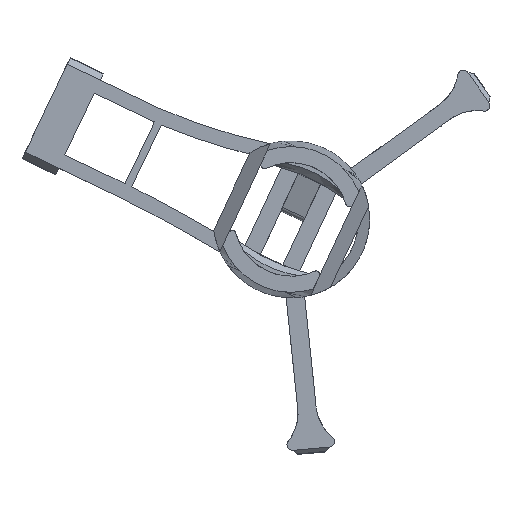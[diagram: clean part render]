
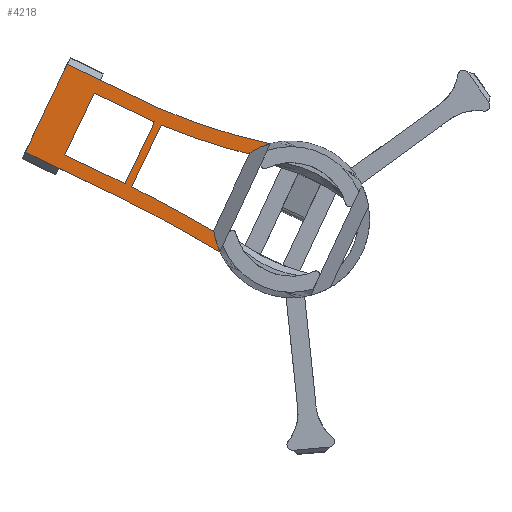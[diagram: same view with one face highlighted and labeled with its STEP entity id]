
A CAD part, top view. The second image highlights one B-rep face of the part: STEP entity #4218.
In plain terms, the highlighted planar face has unit normal (0, 0, 1).
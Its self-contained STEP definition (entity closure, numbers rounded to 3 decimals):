
#19=FACE_BOUND('',#555,.T.);
#123=PLANE('',#4516);
#332=FACE_OUTER_BOUND('',#554,.T.);
#554=EDGE_LOOP('',(#3263,#3264,#3265,#3266,#3267,#3268,#3269,#3270,#3271,
#3272,#3273,#3274));
#555=EDGE_LOOP('',(#3275,#3276,#3277,#3278));
#975=LINE('',#6841,#1369);
#993=LINE('',#6885,#1387);
#996=LINE('',#6891,#1390);
#1010=LINE('',#6924,#1404);
#1013=LINE('',#6928,#1407);
#1020=LINE('',#7001,#1414);
#1023=LINE('',#7007,#1417);
#1030=LINE('',#7027,#1424);
#1033=LINE('',#7034,#1427);
#1034=LINE('',#7035,#1428);
#1035=LINE('',#7036,#1429);
#1036=LINE('',#7037,#1430);
#1369=VECTOR('',#4964,10.);
#1387=VECTOR('',#4994,10.);
#1390=VECTOR('',#4999,10.);
#1404=VECTOR('',#5021,10.);
#1407=VECTOR('',#5026,10.);
#1414=VECTOR('',#5075,10.);
#1417=VECTOR('',#5082,10.);
#1424=VECTOR('',#5103,10.);
#1427=VECTOR('',#5112,10.);
#1428=VECTOR('',#5113,10.);
#1429=VECTOR('',#5114,10.);
#1430=VECTOR('',#5115,10.);
#1691=CIRCLE('',#4503,67.593);
#1692=CIRCLE('',#4508,170.882);
#1693=CIRCLE('',#4510,65.993);
#1695=CIRCLE('',#4515,169.282);
#1775=VERTEX_POINT('',#6193);
#1842=VERTEX_POINT('',#6623);
#1847=VERTEX_POINT('',#6633);
#1898=VERTEX_POINT('',#6838);
#1899=VERTEX_POINT('',#6840);
#1918=VERTEX_POINT('',#6882);
#1919=VERTEX_POINT('',#6884);
#1920=VERTEX_POINT('',#6888);
#1921=VERTEX_POINT('',#6890);
#1935=VERTEX_POINT('',#6921);
#1936=VERTEX_POINT('',#6923);
#1945=VERTEX_POINT('',#6997);
#1946=VERTEX_POINT('',#7005);
#1947=VERTEX_POINT('',#7011);
#1948=VERTEX_POINT('',#7013);
#1952=VERTEX_POINT('',#7025);
#2370=EDGE_CURVE('',#1898,#1899,#975,.T.);
#2392=EDGE_CURVE('',#1918,#1919,#993,.T.);
#2395=EDGE_CURVE('',#1921,#1920,#996,.F.);
#2412=EDGE_CURVE('',#1936,#1935,#1010,.T.);
#2415=EDGE_CURVE('',#1919,#1920,#1013,.T.);
#2437=EDGE_CURVE('',#1935,#1945,#1691,.T.);
#2438=EDGE_CURVE('',#1945,#1842,#1020,.T.);
#2441=EDGE_CURVE('',#1847,#1946,#1023,.T.);
#2442=EDGE_CURVE('',#1946,#1936,#1692,.T.);
#2444=EDGE_CURVE('',#1948,#1947,#1693,.T.);
#2451=EDGE_CURVE('',#1898,#1952,#1030,.F.);
#2454=EDGE_CURVE('',#1952,#1775,#1695,.T.);
#2455=EDGE_CURVE('',#1847,#1775,#1033,.T.);
#2456=EDGE_CURVE('',#1948,#1842,#1034,.T.);
#2457=EDGE_CURVE('',#1899,#1947,#1035,.T.);
#2458=EDGE_CURVE('',#1921,#1918,#1036,.T.);
#3263=ORIENTED_EDGE('',*,*,#2454,.T.);
#3264=ORIENTED_EDGE('',*,*,#2455,.F.);
#3265=ORIENTED_EDGE('',*,*,#2441,.T.);
#3266=ORIENTED_EDGE('',*,*,#2442,.T.);
#3267=ORIENTED_EDGE('',*,*,#2412,.T.);
#3268=ORIENTED_EDGE('',*,*,#2437,.T.);
#3269=ORIENTED_EDGE('',*,*,#2438,.T.);
#3270=ORIENTED_EDGE('',*,*,#2456,.F.);
#3271=ORIENTED_EDGE('',*,*,#2444,.T.);
#3272=ORIENTED_EDGE('',*,*,#2457,.F.);
#3273=ORIENTED_EDGE('',*,*,#2370,.F.);
#3274=ORIENTED_EDGE('',*,*,#2451,.T.);
#3275=ORIENTED_EDGE('',*,*,#2415,.F.);
#3276=ORIENTED_EDGE('',*,*,#2392,.F.);
#3277=ORIENTED_EDGE('',*,*,#2458,.F.);
#3278=ORIENTED_EDGE('',*,*,#2395,.T.);
#4218=ADVANCED_FACE('',(#332,#19),#123,.T.);
#4503=AXIS2_PLACEMENT_3D('',#6999,#5071,#5072);
#4508=AXIS2_PLACEMENT_3D('',#7009,#5085,#5086);
#4510=AXIS2_PLACEMENT_3D('',#7014,#5090,#5091);
#4515=AXIS2_PLACEMENT_3D('',#7032,#5108,#5109);
#4516=AXIS2_PLACEMENT_3D('',#7033,#5110,#5111);
#4964=DIRECTION('',(0.986,0.165,0.));
#4994=DIRECTION('',(0.165,-0.986,0.));
#4999=DIRECTION('',(-0.165,0.986,0.));
#5021=DIRECTION('',(0.986,0.165,0.));
#5026=DIRECTION('',(0.986,0.165,0.));
#5071=DIRECTION('center_axis',(0.,0.,
1.));
#5072=DIRECTION('ref_axis',(-0.992,-0.123,0.));
#5075=DIRECTION('',(0.165,-0.986,0.));
#5082=DIRECTION('',(-0.174,0.985,0.));
#5085=DIRECTION('center_axis',(0.,0.,
1.));
#5086=DIRECTION('ref_axis',(0.997,0.075,0.));
#5090=DIRECTION('center_axis',(0.,0.,
-1.));
#5091=DIRECTION('ref_axis',(-0.992,-0.123,0.));
#5103=DIRECTION('',(-0.165,0.986,0.));
#5108=DIRECTION('center_axis',(0.,0.,
-1.));
#5109=DIRECTION('ref_axis',(0.983,0.181,0.));
#5110=DIRECTION('center_axis',(0.,0.,
1.));
#5111=DIRECTION('ref_axis',(0.259,0.966,0.));
#5112=DIRECTION('',(-0.985,-0.174,0.));
#5113=DIRECTION('',(-0.985,-0.174,0.));
#5114=DIRECTION('',(0.165,-0.986,0.));
#5115=DIRECTION('',(-0.986,-0.165,0.));
#6193=CARTESIAN_POINT('',(-14.271,4.381,15.568));
#6623=CARTESIAN_POINT('',(-3.19,6.335,15.568));
#6633=CARTESIAN_POINT('',(-12.611,4.674,15.568));
#6838=CARTESIAN_POINT('',(-17.523,27.893,15.568));
#6840=CARTESIAN_POINT('',(-7.111,29.634,15.568));
#6841=CARTESIAN_POINT('',(-16.931,27.992,15.568));
#6882=CARTESIAN_POINT('',(-15.3,24.21,15.568));
#6884=CARTESIAN_POINT('',(-14.106,17.071,15.568));
#6885=CARTESIAN_POINT('',(-13.214,11.731,15.568));
#6888=CARTESIAN_POINT('',(-6.8,18.292,15.568));
#6890=CARTESIAN_POINT('',(-7.993,25.431,15.568));
#6891=CARTESIAN_POINT('',(-3.831,0.533,15.568));
#6921=CARTESIAN_POINT('',(-6.668,17.503,15.568));
#6923=CARTESIAN_POINT('',(-13.974,16.282,15.568));
#6924=CARTESIAN_POINT('',(-13.96,16.284,15.568));
#6928=CARTESIAN_POINT('',(-16.33,16.699,15.568));
#6997=CARTESIAN_POINT('',(-3.223,6.531,15.568));
#6999=CARTESIAN_POINT('Origin',(59.31,32.193,15.568));
#7001=CARTESIAN_POINT('',(-2.846,4.276,15.568));
#7005=CARTESIAN_POINT('',(-12.75,5.463,15.568));
#7007=CARTESIAN_POINT('',(-12.122,1.901,15.568));
#7009=CARTESIAN_POINT('Origin',(-183.075,-8.329,15.568));
#7011=CARTESIAN_POINT('',(-5.258,18.55,15.568));
#7013=CARTESIAN_POINT('',(-1.531,6.628,15.568));
#7014=CARTESIAN_POINT('Origin',(59.31,32.193,15.568));
#7025=CARTESIAN_POINT('',(-15.67,16.809,15.568));
#7027=CARTESIAN_POINT('',(-12.535,-1.944,15.568));
#7032=CARTESIAN_POINT('Origin',(-183.075,-8.329,15.568));
#7033=CARTESIAN_POINT('Origin',(-7.395,-0.125,15.568));
#7034=CARTESIAN_POINT('',(-4.656,6.077,15.568));
#7035=CARTESIAN_POINT('',(-4.656,6.077,15.568));
#7036=CARTESIAN_POINT('',(-5.377,19.261,15.568));
#7037=CARTESIAN_POINT('',(-17.479,23.845,15.568));
